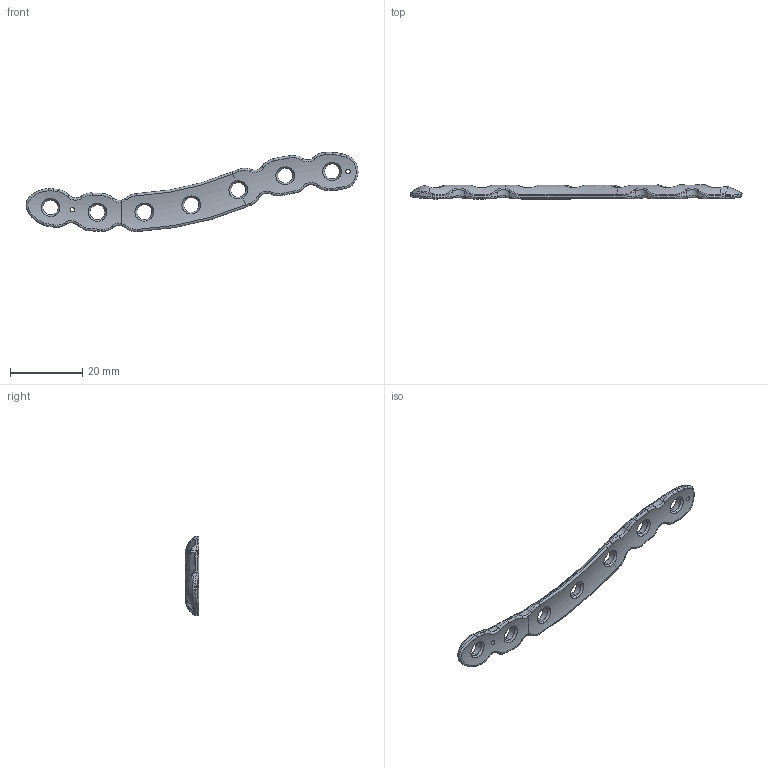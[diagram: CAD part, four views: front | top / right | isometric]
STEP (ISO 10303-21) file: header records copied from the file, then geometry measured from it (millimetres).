
FILE_DESCRIPTION((''),'2;1');
FILE_NAME('P02040107','2020-08-25T10:39:40',('user'),(''),'CREO PARAMETRIC BY PTC INC, 2019471','CREO PARAMETRIC BY PTC INC, 2019471','');
FILE_SCHEMA(('CONFIG_CONTROL_DESIGN'));
Length unit declared in the file: millimetre
Products named in the file (1): P02040107
Bounding box: 91.94 x 3.86 x 21.9 mm (x, y, z)
Volume: 1999.3 mm3; surface area: 2192.1 mm2
Topology: 1 solids, 1 shells, 216 faces, 509 edges, 291 vertices
Faces by surface type: bspline 119, cylinder 48, torus 32, cone 14, plane 2, extrusion 1
Entity records: 13436 total; most frequent: CARTESIAN_POINT 9311, ORIENTED_EDGE 1018, DIRECTION 598, EDGE_CURVE 509, VERTEX_POINT 291, B_SPLINE_CURVE_WITH_KNOTS 263, AXIS2_PLACEMENT_3D 254, EDGE_LOOP 230
